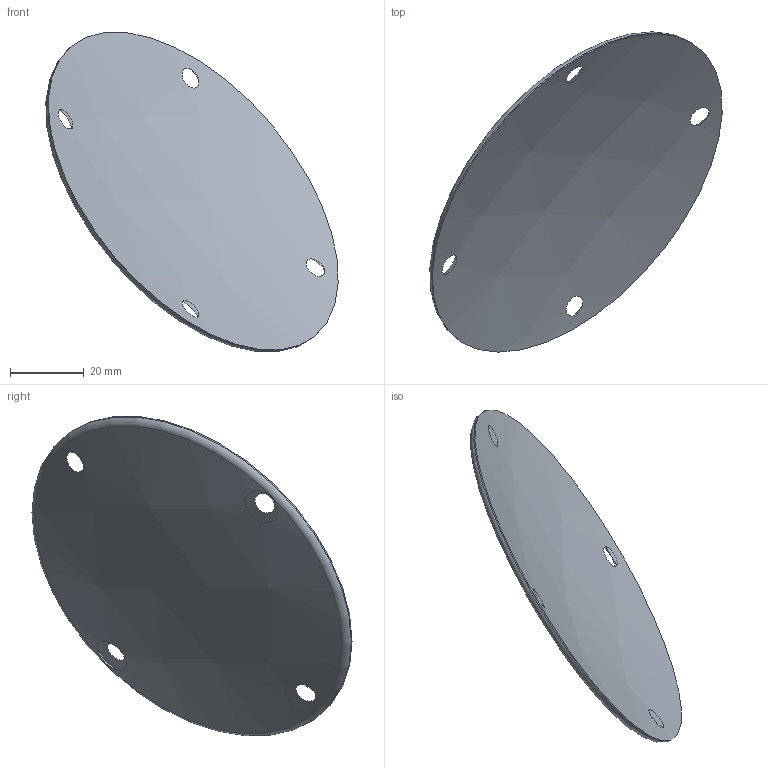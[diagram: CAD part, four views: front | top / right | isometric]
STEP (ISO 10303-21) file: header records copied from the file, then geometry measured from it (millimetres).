
FILE_DESCRIPTION(/* description */ ('Lid'),/* implementation_level */ '2;1');
FILE_NAME(/* name */ 'INT-207-01-009.stp',/* time_stamp */ '2022-08-06T22:33:07+05:00',/* author */ ('Дом'),/* organization */ (''),/* preprocessor_version */ 'ST-DEVELOPER v19',/* originating_system */ 'Autodesk Inventor 2023',/* authorisation */ '');
FILE_SCHEMA (('AUTOMOTIVE_DESIGN { 1 0 10303 214 3 1 1 }'));
Length unit declared in the file: millimetre
Products named in the file (1): INT-207-01-009
Bounding box: 79.51 x 87.09 x 86.82 mm (x, y, z)
Volume: 16210.4 mm3; surface area: 17128.3 mm2
Topology: 1 solids, 1 shells, 8 faces, 18 edges, 12 vertices
Faces by surface type: cone 4, sphere 2, cylinder 1, torus 1
Full cylindrical faces by diameter (mm): 103 x1
Entity records: 294 total; most frequent: DIRECTION 49, CARTESIAN_POINT 39, ORIENTED_EDGE 36, AXIS2_PLACEMENT_3D 22, EDGE_CURVE 18, EDGE_LOOP 16, CIRCLE 13, VERTEX_POINT 12
